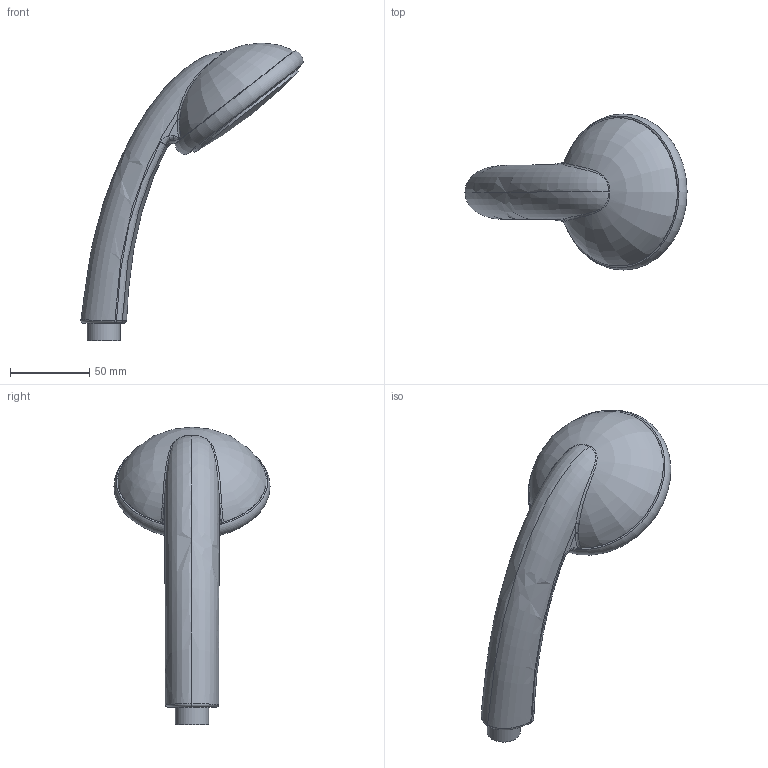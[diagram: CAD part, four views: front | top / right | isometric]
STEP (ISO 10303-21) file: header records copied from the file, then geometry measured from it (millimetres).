
FILE_DESCRIPTION(/* description */ ('Unknown'),/* implementation_level */ '2;1');
FILE_NAME(/* name */ '28419001',/* time_stamp */ '2022-09-07T16:40:34+02:00',/* author */ ('Unknown'),/* organization */ ('GROHE AG'),/* preprocessor_version */ 'ST-DEVELOPER v16.7',/* originating_system */ 'DEX',/* authorisation */ $);
FILE_SCHEMA (('AUTOMOTIVE_DESIGN {1 0 10303 214 3 1 1}'));
Length unit declared in the file: millimetre
Products named in the file (2): 28419001; id11
Assembly tree (1 placements, depth 2):
  28419001
    id11
Bounding box: 140.28 x 98.61 x 187.91 mm (x, y, z)
Surface area: 37323.5 mm2 (no closed solid volume)
Topology: 0 solids, 4 shells, 48 faces, 152 edges, 105 vertices
Faces by surface type: bspline 34, plane 5, torus 3, cylinder 3, cone 2, sphere 1
Full cylindrical faces by diameter (mm): 20.955 x1, 83 x1, 85 x1
Entity records: 4449 total; most frequent: CARTESIAN_POINT 3323, ORIENTED_EDGE 240, EDGE_CURVE 142, DIRECTION 132, VERTEX_POINT 102, B_SPLINE_CURVE_WITH_KNOTS 81, EDGE_LOOP 57, FACE_BOUND 57
